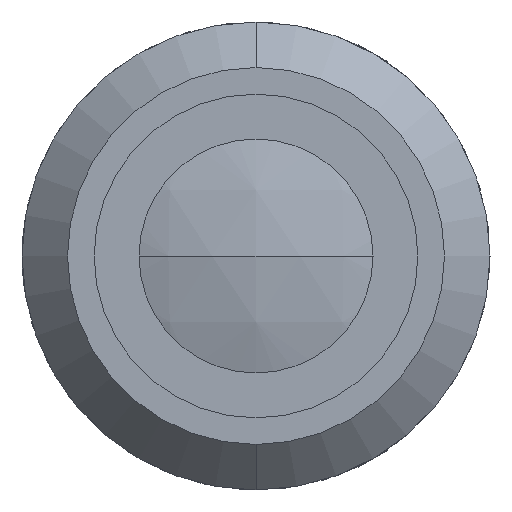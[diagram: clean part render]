
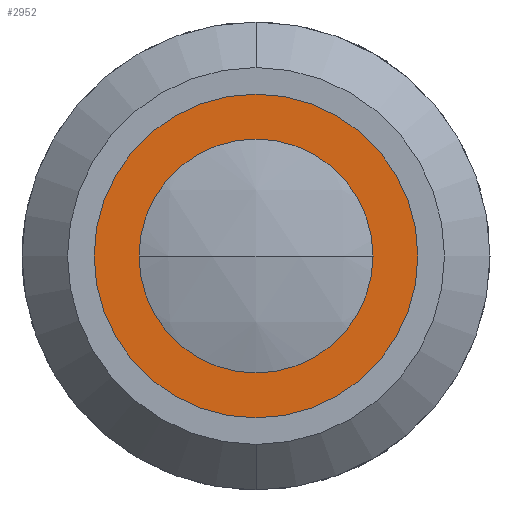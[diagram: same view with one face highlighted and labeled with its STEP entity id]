
A CAD part, left-side view. The second image highlights one B-rep face of the part: STEP entity #2952.
In plain terms, the highlighted planar face has unit normal (-1, 0, 0).
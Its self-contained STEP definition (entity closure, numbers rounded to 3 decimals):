
#257 = DIRECTION ( 'NONE',  ( 1., 0., 0. ) ) ;
#316 = CIRCLE ( 'NONE', #1575, 9. ) ;
#323 = CIRCLE ( 'NONE', #3072, 9. ) ;
#327 = CARTESIAN_POINT ( 'NONE',  ( 3.5, 0., 0. ) ) ;
#344 = CARTESIAN_POINT ( 'NONE',  ( 3.5, 0., -9. ) ) ;
#373 = ORIENTED_EDGE ( 'NONE', *, *, #2445, .F. ) ;
#540 = DIRECTION ( 'NONE',  ( 0., 0., 1. ) ) ;
#873 = AXIS2_PLACEMENT_3D ( 'NONE', #327, #964, #4306 ) ;
#964 = DIRECTION ( 'NONE',  ( -1., 0., 0. ) ) ;
#1575 = AXIS2_PLACEMENT_3D ( 'NONE', #2092, #3446, #3141 ) ;
#1797 = CIRCLE ( 'NONE', #4044, 13.2 ) ;
#1831 = DIRECTION ( 'NONE',  ( 0., 0., 1. ) ) ;
#1897 = DIRECTION ( 'NONE',  ( -1., 0., 0. ) ) ;
#2063 = EDGE_LOOP ( 'NONE', ( #4293, #373 ) ) ;
#2092 = CARTESIAN_POINT ( 'NONE',  ( 3.5, 0., 0. ) ) ;
#2188 = CARTESIAN_POINT ( 'NONE',  ( 3.5, 13.2, 0. ) ) ;
#2394 = CARTESIAN_POINT ( 'NONE',  ( 3.5, 0., 13.2 ) ) ;
#2445 = EDGE_CURVE ( 'NONE', #3088, #3123, #316, .T. ) ;
#2565 = DIRECTION ( 'NONE',  ( -1., 0., 0. ) ) ;
#2592 = PLANE ( 'NONE',  #3487 ) ;
#2610 = DIRECTION ( 'NONE',  ( 0., 0., -1. ) ) ;
#2637 = CIRCLE ( 'NONE', #873, 13.2 ) ;
#2652 = EDGE_CURVE ( 'NONE', #2733, #3237, #2637, .T. ) ;
#2733 = VERTEX_POINT ( 'NONE', #2394 ) ;
#2825 = ORIENTED_EDGE ( 'NONE', *, *, #2652, .T. ) ;
#2899 = CARTESIAN_POINT ( 'NONE',  ( 3.5, 0., -13.2 ) ) ;
#2922 = CARTESIAN_POINT ( 'NONE',  ( 3.5, 0., 0. ) ) ;
#2952 = ADVANCED_FACE ( 'NONE', ( #3913, #3585 ), #2592, .F. ) ;
#3072 = AXIS2_PLACEMENT_3D ( 'NONE', #4167, #1897, #1831 ) ;
#3088 = VERTEX_POINT ( 'NONE', #344 ) ;
#3123 = VERTEX_POINT ( 'NONE', #3432 ) ;
#3141 = DIRECTION ( 'NONE',  ( 0., 0., 1. ) ) ;
#3175 = EDGE_CURVE ( 'NONE', #3123, #3088, #323, .T. ) ;
#3200 = EDGE_CURVE ( 'NONE', #3237, #2733, #1797, .T. ) ;
#3237 = VERTEX_POINT ( 'NONE', #2899 ) ;
#3432 = CARTESIAN_POINT ( 'NONE',  ( 3.5, 0., 9. ) ) ;
#3446 = DIRECTION ( 'NONE',  ( -1., 0., 0. ) ) ;
#3487 = AXIS2_PLACEMENT_3D ( 'NONE', #2188, #257, #2610 ) ;
#3585 = FACE_OUTER_BOUND ( 'NONE', #4248, .T. ) ;
#3688 = ORIENTED_EDGE ( 'NONE', *, *, #3200, .T. ) ;
#3913 = FACE_BOUND ( 'NONE', #2063, .T. ) ;
#4044 = AXIS2_PLACEMENT_3D ( 'NONE', #2922, #2565, #540 ) ;
#4167 = CARTESIAN_POINT ( 'NONE',  ( 3.5, 0., 0. ) ) ;
#4248 = EDGE_LOOP ( 'NONE', ( #2825, #3688 ) ) ;
#4293 = ORIENTED_EDGE ( 'NONE', *, *, #3175, .F. ) ;
#4306 = DIRECTION ( 'NONE',  ( 0., 0., 1. ) ) ;
